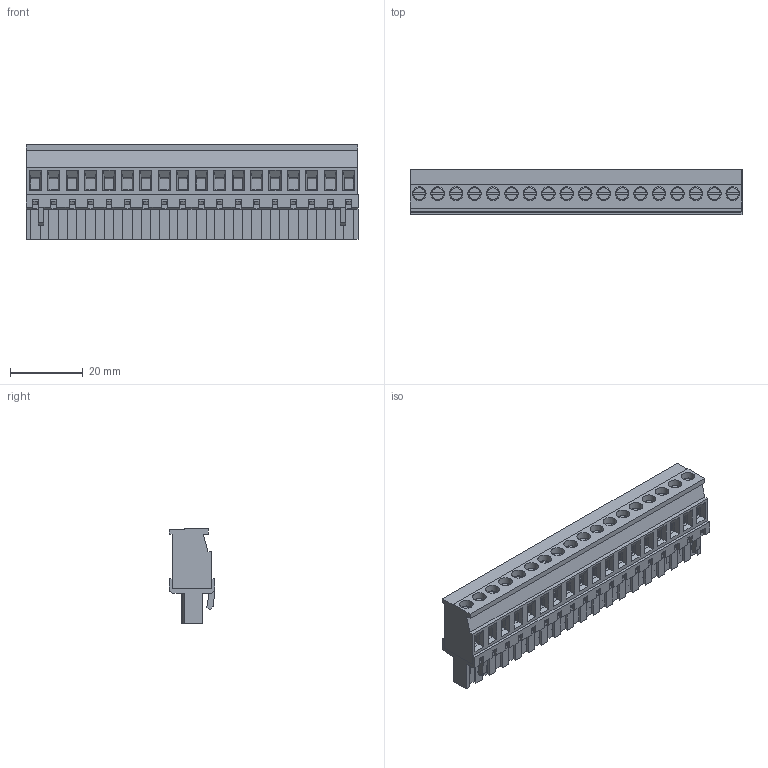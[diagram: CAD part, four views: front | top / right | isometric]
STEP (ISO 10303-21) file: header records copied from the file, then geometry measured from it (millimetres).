
FILE_DESCRIPTION( ( 'Unknown' ), '1' );
FILE_NAME( '691352510018.stp', 'Unknown', ( 'Unknown' ), ( 'Unknown' ), 'PSStep 14.0', 'Unknown', ' ' );
FILE_SCHEMA( ( 'AUTOMOTIVE_DESIGN { 1 0 10303 214 1 1 1 1 }' ) );
Length unit declared in the file: millimetre
Products named in the file (6): Assem1; 6913525100xx_CAGE; 6913525100xx; 6913525100xx_VIS; 691343510018; 691343510018_BAS
Assembly tree (56 placements, depth 2):
  Assem1
    6913525100xx_CAGE  x18
    6913525100xx  x18
    6913525100xx_VIS  x18
    691343510018
    691343510018_BAS
Bounding box: 91.44 x 12.6 x 26 mm (x, y, z)
Volume: 14074.4 mm3; surface area: 31874.8 mm2
Topology: 56 solids, 56 shells, 3674 faces, 10186 edges, 6622 vertices
Faces by surface type: plane 2836, cylinder 730, cone 54, torus 54
Full cylindrical faces by diameter (mm): 1.5 x18, 2.2 x18, 2.7 x18, 2.9 x18, 3 x18, 3.7 x18, 3.75 x18
Entity records: 77766 total; most frequent: CARTESIAN_POINT 11018, ORIENTED_EDGE 10820, DIRECTION 9734, EDGE_CURVE 5410, LINE 5106, VECTOR 5106, VERTEX_POINT 3574, AXIS2_PLACEMENT_3D 2314
